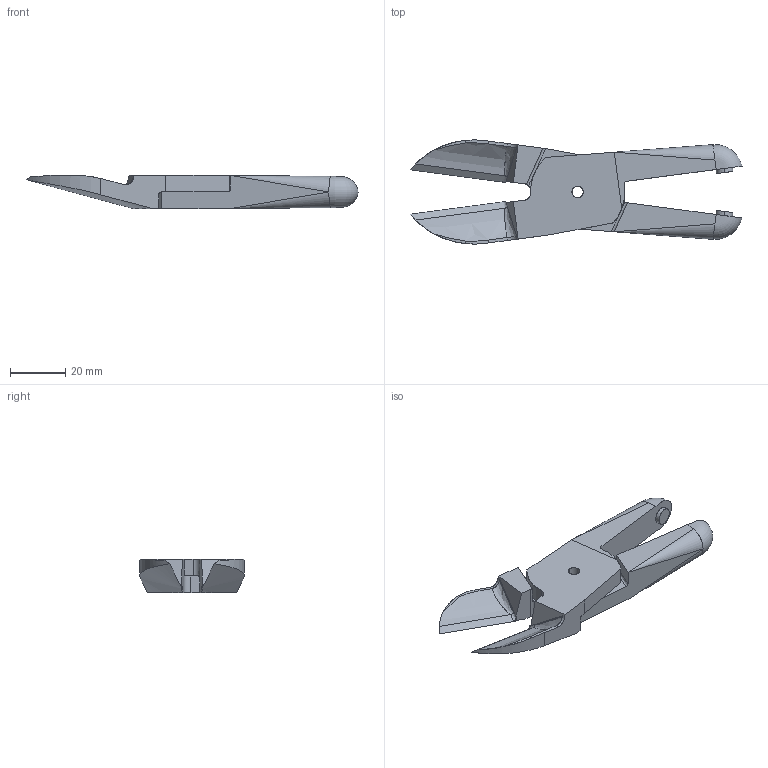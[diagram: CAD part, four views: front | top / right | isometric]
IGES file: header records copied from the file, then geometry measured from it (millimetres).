
Start section: SolidWorks IGES file using analytic representation for surfaces
Global section: file name: N20AB360.IGS; native system: SolidWorks 2010; preprocessor: SolidWorks 2010; author: NP3-7; date: 191212.071112; units: millimetre
Bounding box: 119.76 x 37.62 x 12 mm (x, y, z)
Surface area: 11278.5 mm2 (no closed solid volume)
Topology: 0 solids, 0 shells, 82 faces, 1065 edges, 1057 vertices
Faces by surface type: bspline 56, revolution 26
